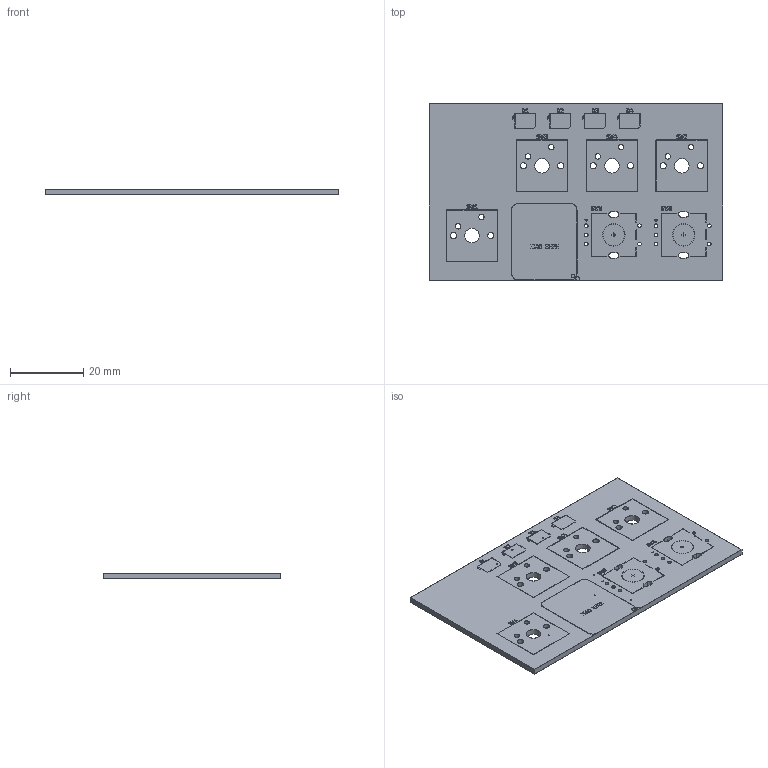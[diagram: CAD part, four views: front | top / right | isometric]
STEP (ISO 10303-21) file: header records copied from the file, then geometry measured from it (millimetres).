
FILE_DESCRIPTION(('KiCad electronic assembly'),'2;1');
FILE_NAME('hakpad.step','2025-06-18T17:22:04',('Pcbnew'),('Kicad'), 'Open CASCADE STEP processor 7.8','KiCad to STEP converter','Unknown' );
FILE_SCHEMA(('AUTOMOTIVE_DESIGN { 1 0 10303 214 1 1 1 1 }'));
Length unit declared in the file: millimetre
Products named in the file (4): hakpad 1; hakpad_silkscreen; hakpad_soldermask; hakpad_PCB
Assembly tree (3 placements, depth 2):
  hakpad 1
    hakpad_silkscreen
    hakpad_soldermask
    hakpad_PCB
Bounding box: 80 x 48 x 1.64 mm (x, y, z)
Volume: 5638.7 mm3; surface area: 15698.6 mm2
Topology: 1 solids, 66 shells, 124 faces, 1285 edges, 1228 vertices
Faces by surface type: plane 79, cylinder 45
Full cylindrical faces by diameter (mm): 0.3 x7, 1 x10, 1.5 x8, 1.7 x8, 4 x4
Entity records: 12918 total; most frequent: CARTESIAN_POINT 2641, DIRECTION 1988, ORIENTED_EDGE 1456, EDGE_CURVE 1285, VERTEX_POINT 1228, LINE 838, VECTOR 838, AXIS2_PLACEMENT_3D 575
